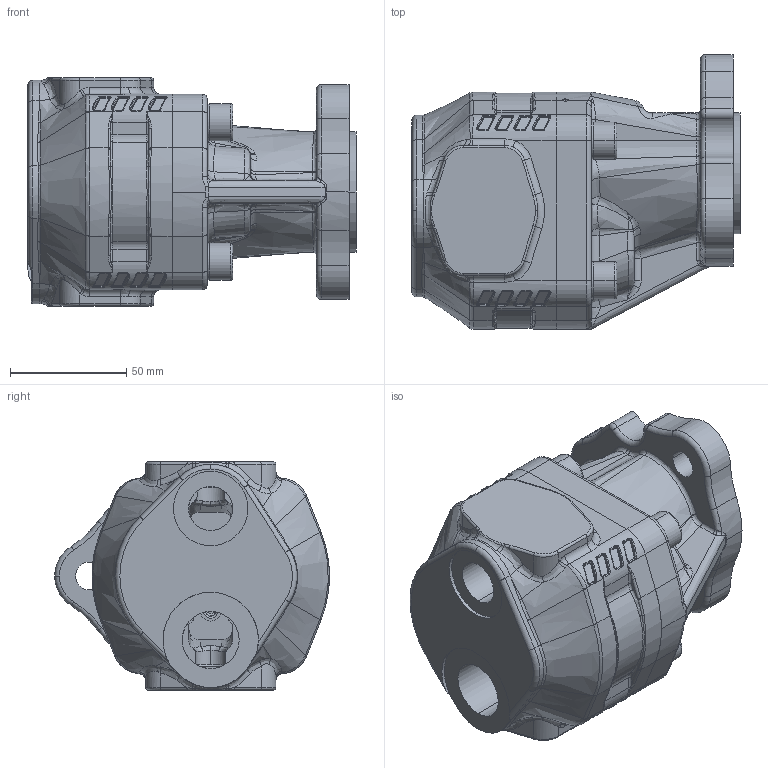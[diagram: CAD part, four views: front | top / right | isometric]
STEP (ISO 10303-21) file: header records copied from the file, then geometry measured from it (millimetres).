
FILE_DESCRIPTION (( 'STEP AP203' ), '1' );
FILE_NAME ('105-003-00102.STEP', '2011-10-18T09:04:28', ( 'OMFB' ), ( '' ), 'SwSTEP 2.0', 'SolidWorks 2008', '' );
FILE_SCHEMA (( 'CONFIG_CONTROL_DESIGN' ));
Products named in the file (1): 105-003-00102
Bounding box: 141 x 118.08 x 98 mm (x, y, z)
Volume: 627611.5 mm3; surface area: 127504.7 mm2
Topology: 11 solids, 11 shells, 1727 faces, 4316 edges, 2612 vertices
Faces by surface type: cylinder 589, bspline 401, plane 312, torus 243, cone 172, sphere 10
Entity records: 70206 total; most frequent: CARTESIAN_POINT 32138, ORIENTED_EDGE 8540, DIRECTION 7372, EDGE_CURVE 4270, AXIS2_PLACEMENT_3D 3032, VERTEX_POINT 2612, EDGE_LOOP 1810, FACE_OUTER_BOUND 1727
